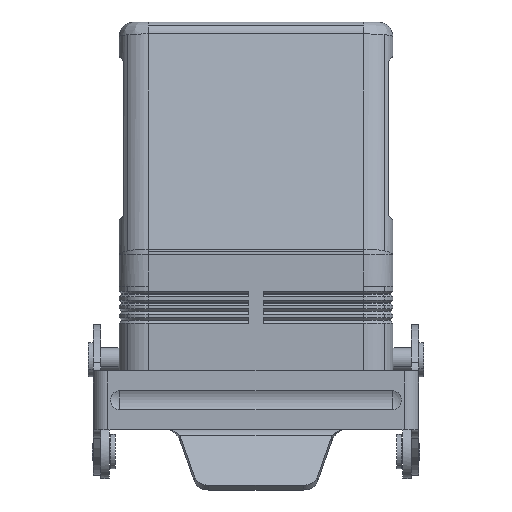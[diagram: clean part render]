
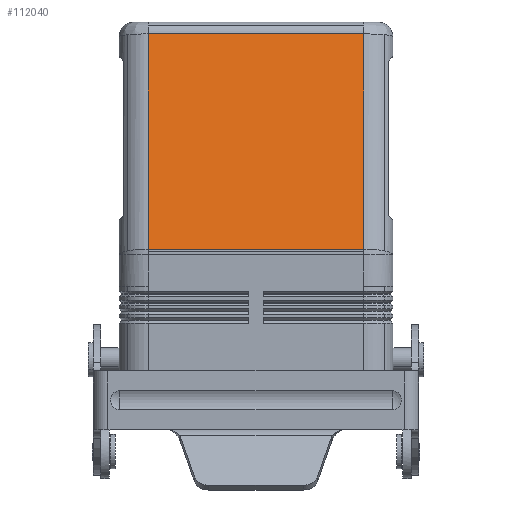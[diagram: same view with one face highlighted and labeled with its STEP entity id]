
A CAD part, left-side view. The second image highlights one B-rep face of the part: STEP entity #112040.
In plain terms, the highlighted planar face has unit normal (-0.982, 0, 0.188).
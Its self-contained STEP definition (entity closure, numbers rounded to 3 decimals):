
#36210=CARTESIAN_POINT('',(-32.466,-22.,72.564));
#36220=VERTEX_POINT('',#36210);
#36250=CARTESIAN_POINT('',(-32.466,22.,72.564));
#36260=DIRECTION('',(0.,-1.,0.));
#36270=VECTOR('',#36260,44.);
#36280=LINE('',#36250,#36270);
#36290=CARTESIAN_POINT('',(-32.466,22.,72.564));
#36300=VERTEX_POINT('',#36290);
#36310=EDGE_CURVE('',#36300,#36220,#36280,.T.);
#57230=CARTESIAN_POINT('',(-40.893,22.,28.559));
#57240=DIRECTION('',(0.188,0.,0.982));
#57250=VECTOR('',#57240,44.805);
#57260=LINE('',#57230,#57250);
#57270=CARTESIAN_POINT('',(-40.893,22.,28.559));
#57280=VERTEX_POINT('',#57270);
#57290=EDGE_CURVE('',#57280,#36300,#57260,.T.);
#111810=CARTESIAN_POINT('',(-32.,0.,75.));
#111820=DIRECTION('',(-0.982,0.,0.188));
#111830=DIRECTION('',(0.188,0.,0.982));
#111840=AXIS2_PLACEMENT_3D('',#111810,#111820,#111830);
#111850=PLANE('',#111840);
#111860=ORIENTED_EDGE('',*,*,#57290,.F.);
#111870=ORIENTED_EDGE('',*,*,#36310,.F.);
#111880=CARTESIAN_POINT('',(-32.466,-22.,72.564));
#111890=DIRECTION('',(-0.188,0.,-0.982));
#111900=VECTOR('',#111890,44.805);
#111910=LINE('',#111880,#111900);
#111920=CARTESIAN_POINT('',(-40.893,-22.,28.559));
#111930=VERTEX_POINT('',#111920);
#111940=EDGE_CURVE('',#36220,#111930,#111910,.T.);
#111950=ORIENTED_EDGE('',*,*,#111940,.F.);
#111960=CARTESIAN_POINT('',(-40.893,-22.,28.559));
#111970=DIRECTION('',(0.,1.,0.));
#111980=VECTOR('',#111970,44.);
#111990=LINE('',#111960,#111980);
#112000=EDGE_CURVE('',#111930,#57280,#111990,.T.);
#112010=ORIENTED_EDGE('',*,*,#112000,.F.);
#112020=EDGE_LOOP('',(#112010,#111950,#111870,#111860));
#112030=FACE_OUTER_BOUND('',#112020,.T.);
#112040=ADVANCED_FACE('',(#112030),#111850,.T.);
